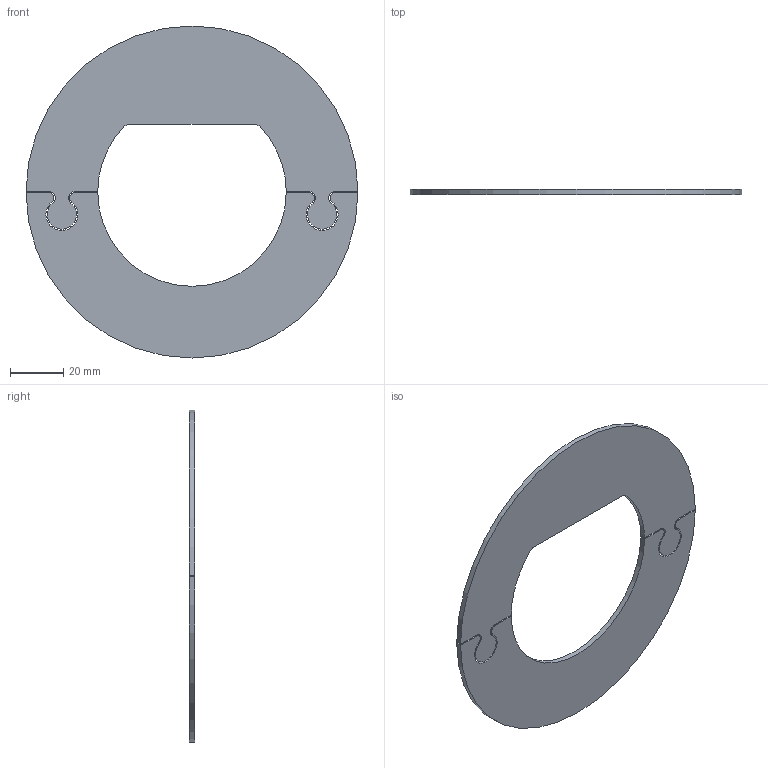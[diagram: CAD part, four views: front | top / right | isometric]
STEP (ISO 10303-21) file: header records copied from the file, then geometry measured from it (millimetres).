
FILE_DESCRIPTION (( 'STEP AP214' ), '1' );
FILE_NAME ('6290264.stp', '2016-06-29T06:52:12', ( '' ), ( '' ), 'SwSTEP 2.0', 'SolidWorks 2014', '' );
FILE_SCHEMA (( 'AUTOMOTIVE_DESIGN' ));
Length unit declared in the file: millimetre
Products named in the file (3): 6290264; 001162_Standard; 001163_Standard
Assembly tree (2 placements, depth 2):
  6290264
    001162_Standard
    001163_Standard
Bounding box: 125 x 2 x 125 mm (x, y, z)
Volume: 17192.9 mm3; surface area: 18861.1 mm2
Topology: 2 solids, 2 shells, 34 faces, 90 edges, 60 vertices
Faces by surface type: cylinder 21, plane 13
Entity records: 1186 total; most frequent: DIRECTION 210, CARTESIAN_POINT 189, ORIENTED_EDGE 180, EDGE_CURVE 90, AXIS2_PLACEMENT_3D 81, VERTEX_POINT 60, VECTOR 48, LINE 48
